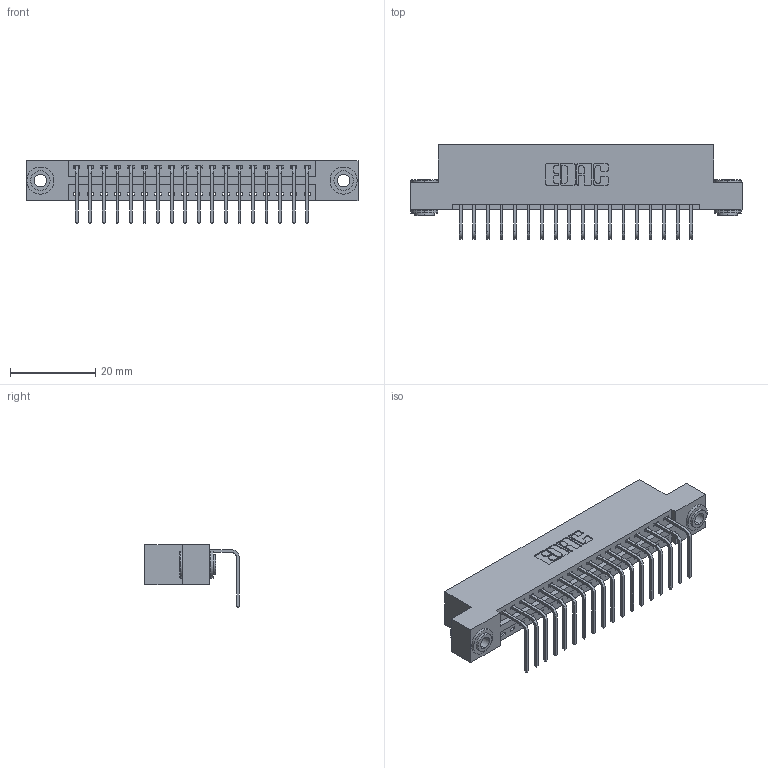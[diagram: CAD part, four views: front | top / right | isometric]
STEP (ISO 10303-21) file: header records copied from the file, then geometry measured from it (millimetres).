
FILE_DESCRIPTION (( 'STEP AP203' ), '1' );
FILE_NAME ('396-018-558-103.STEP', '2018-09-01T03:03:35', ( '' ), ( '' ), 'SwSTEP 2.0', 'SolidWorks 2016', '' );
FILE_SCHEMA (( 'CONFIG_CONTROL_DESIGN' ));
Length unit declared in the file: inch
Products named in the file (4): 396-018-558-103; 346 Part_Flush Mounting Lugs - 0.156 Dia-TH; 345-292-001_558 Tail - 2; 345-250-002_345-250-002-102
Assembly tree (21 placements, depth 2):
  396-018-558-103
    346 Part_Flush Mounting Lugs - 0.156 Dia-TH
    345-292-001_558 Tail - 2  x18
    345-250-002_345-250-002-102  x2
Bounding box: 77.72 x 22.16 x 14.73 mm (x, y, z)
Volume: 7353.9 mm3; surface area: 9509.4 mm2
Topology: 21 solids, 21 shells, 1240 faces, 3681 edges, 2426 vertices
Faces by surface type: plane 842, cylinder 390, cone 8
Entity records: 15136 total; most frequent: CARTESIAN_POINT 2581, ORIENTED_EDGE 2526, DIRECTION 2337, EDGE_CURVE 1263, VECTOR 1035, LINE 1035, VERTEX_POINT 838, AXIS2_PLACEMENT_3D 651
